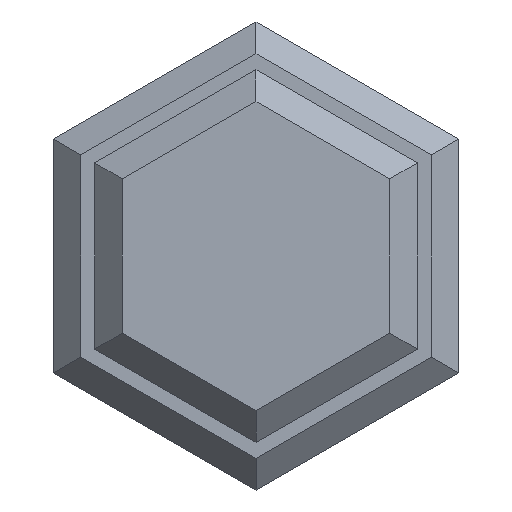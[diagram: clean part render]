
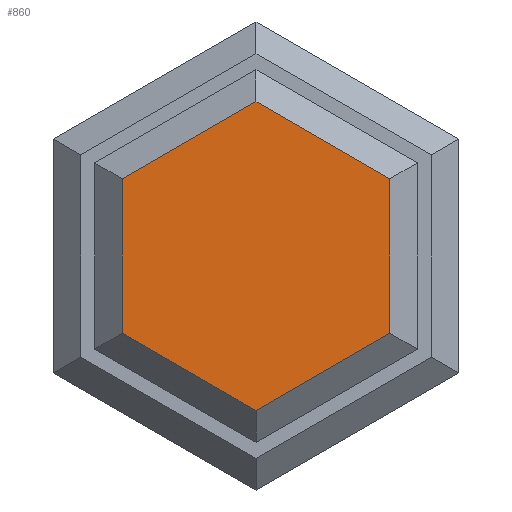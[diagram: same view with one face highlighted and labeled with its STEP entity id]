
A CAD part, left-side view. The second image highlights one B-rep face of the part: STEP entity #860.
In plain terms, the highlighted planar face has unit normal (-1, 0, 0).
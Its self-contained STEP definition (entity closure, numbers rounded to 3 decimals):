
#39=PLANE('',#917);
#85=FACE_OUTER_BOUND('',#136,.T.);
#136=EDGE_LOOP('',(#699,#700,#701,#702,#703,#704));
#234=LINE('',#1979,#323);
#238=LINE('',#1987,#327);
#241=LINE('',#1993,#330);
#244=LINE('',#1999,#333);
#248=LINE('',#2007,#337);
#251=LINE('',#2011,#340);
#323=VECTOR('',#1033,10.);
#327=VECTOR('',#1039,10.);
#330=VECTOR('',#1044,10.);
#333=VECTOR('',#1049,10.);
#337=VECTOR('',#1055,10.);
#340=VECTOR('',#1060,10.);
#422=VERTEX_POINT('',#1977);
#423=VERTEX_POINT('',#1978);
#426=VERTEX_POINT('',#1986);
#428=VERTEX_POINT('',#1992);
#430=VERTEX_POINT('',#1998);
#433=VERTEX_POINT('',#2006);
#516=EDGE_CURVE('',#422,#423,#234,.T.);
#520=EDGE_CURVE('',#423,#426,#238,.T.);
#523=EDGE_CURVE('',#426,#428,#241,.T.);
#526=EDGE_CURVE('',#428,#430,#244,.T.);
#530=EDGE_CURVE('',#430,#433,#248,.T.);
#533=EDGE_CURVE('',#433,#422,#251,.T.);
#699=ORIENTED_EDGE('',*,*,#516,.F.);
#700=ORIENTED_EDGE('',*,*,#533,.F.);
#701=ORIENTED_EDGE('',*,*,#530,.F.);
#702=ORIENTED_EDGE('',*,*,#526,.F.);
#703=ORIENTED_EDGE('',*,*,#523,.F.);
#704=ORIENTED_EDGE('',*,*,#520,.F.);
#860=ADVANCED_FACE('',(#85),#39,.T.);
#917=AXIS2_PLACEMENT_3D('',#2019,#1071,#1072);
#1033=DIRECTION('',(0.,0.,-1.));
#1039=DIRECTION('',(0.,0.866,-0.5));
#1044=DIRECTION('',(0.,0.866,0.5));
#1049=DIRECTION('',(0.,0.,1.));
#1055=DIRECTION('',(0.,-0.866,0.5));
#1060=DIRECTION('',(0.,-0.866,-0.5));
#1071=DIRECTION('center_axis',(-1.,0.,0.));
#1072=DIRECTION('ref_axis',(0.,0.,1.));
#1977=CARTESIAN_POINT('',(-120.85,-8.194,9.6));
#1978=CARTESIAN_POINT('',(-120.85,-8.194,-1.6));
#1979=CARTESIAN_POINT('',(-120.85,-8.194,0.623));
#1986=CARTESIAN_POINT('',(-120.85,1.506,-7.201));
#1987=CARTESIAN_POINT('',(-120.85,-0.419,-6.089));
#1992=CARTESIAN_POINT('',(-120.85,11.206,-1.6));
#1993=CARTESIAN_POINT('',(-120.85,9.281,-2.712));
#1998=CARTESIAN_POINT('',(-120.85,11.206,9.6));
#1999=CARTESIAN_POINT('',(-120.85,11.206,7.377));
#2006=CARTESIAN_POINT('',(-120.85,1.506,15.201));
#2007=CARTESIAN_POINT('',(-120.85,3.431,14.089));
#2011=CARTESIAN_POINT('',(-120.85,-6.269,10.712));
#2019=CARTESIAN_POINT('Origin',(-120.85,1.506,4.));
